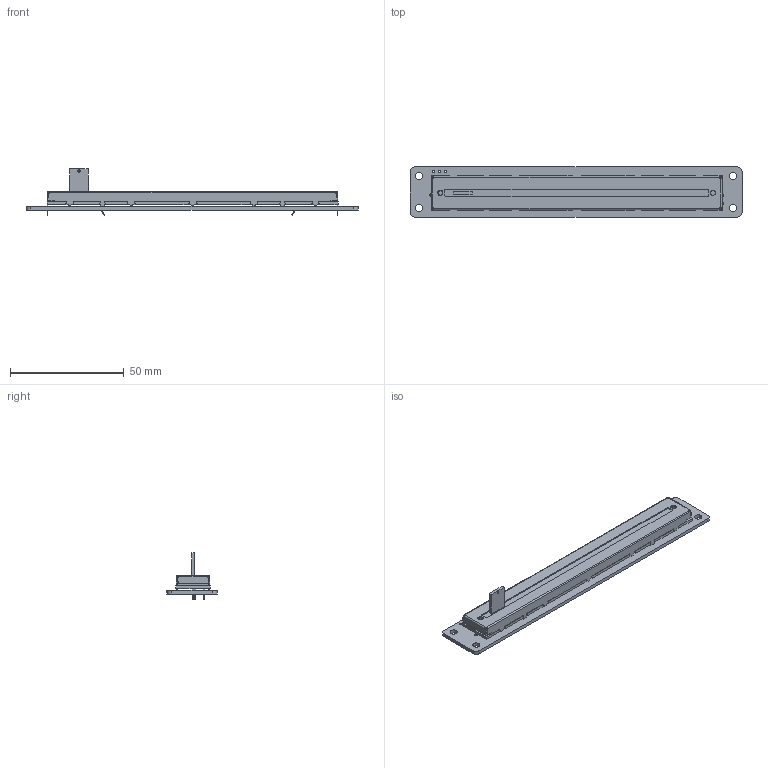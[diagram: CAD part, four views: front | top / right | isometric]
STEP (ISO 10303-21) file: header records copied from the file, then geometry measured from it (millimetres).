
FILE_DESCRIPTION(('KiCad electronic assembly'),'2;1');
FILE_NAME('pot-holder.step','2022-05-30T13:07:41',('Pcbnew'),('Kicad'), 'Open CASCADE STEP processor 7.5','KiCad to STEP converter','Unknown' );
FILE_SCHEMA(('AUTOMOTIVE_DESIGN { 1 0 10303 214 1 1 1 1 }'));
Length unit declared in the file: millimetre
Products named in the file (4): pot-holder 1; PTB0153-2010BPB103; COMPOUND; pot-holder PCB
Assembly tree (3 placements, depth 3):
  pot-holder 1
    PTB0153-2010BPB103
      COMPOUND
    pot-holder PCB
Bounding box: 146 x 22 x 20.4 mm (x, y, z)
Volume: 15559.9 mm3; surface area: 21432.9 mm2
Topology: 9 solids, 9 shells, 375 faces, 1026 edges, 672 vertices
Faces by surface type: bspline 353, cylinder 16, plane 6
Full cylindrical faces by diameter (mm): 1 x3, 1.5 x3, 2 x2, 3.2 x4
Entity records: 24404 total; most frequent: CARTESIAN_POINT 10516, B_SPLINE_CURVE_WITH_KNOTS 2702, ORIENTED_EDGE 2052, PCURVE 2052, DEFINITIONAL_REPRESENTATION 2052, EDGE_CURVE 1026, SURFACE_CURVE 1014, VERTEX_POINT 672
